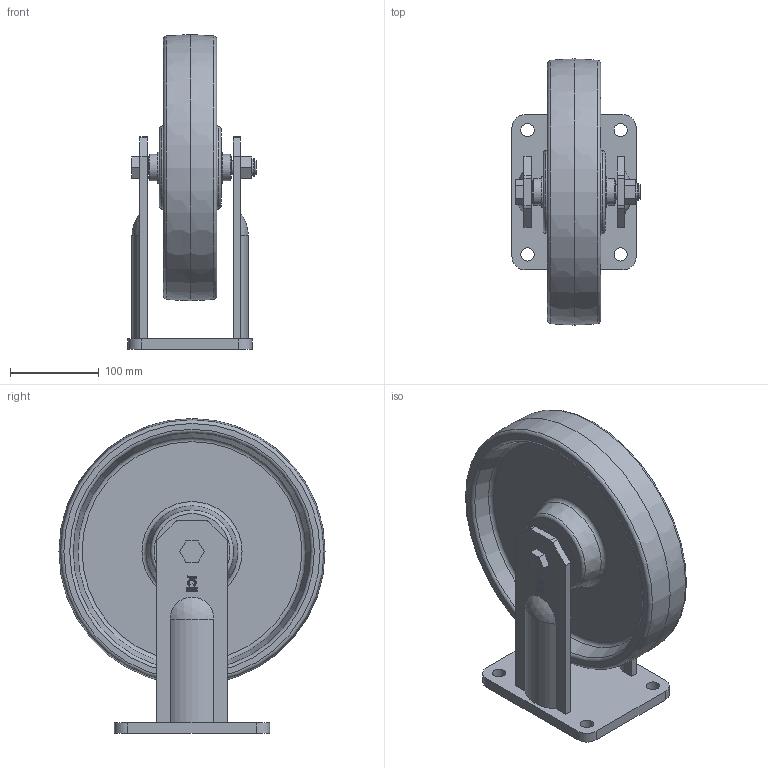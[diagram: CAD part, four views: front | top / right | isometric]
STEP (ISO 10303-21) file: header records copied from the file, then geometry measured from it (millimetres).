
FILE_DESCRIPTION(/* description */ (''),/* implementation_level */ '2;1');
FILE_NAME(/* name */ '0015384K_BPS_PO_300_K',/* time_stamp */ '2011-03-04T11:28:42+01:00',/* author */ (''),/* organization */ (''),/* preprocessor_version */ 'ST-DEVELOPER v9',/* originating_system */ 'UGS - NX 4.0',/* authorisation */ '');
FILE_SCHEMA (('CONFIG_CONTROL_DESIGN'));
Length unit declared in the file: millimetre
Products named in the file (1): 0015384K_BPS_PO_300_K
Bounding box: 144.3 x 300 x 355 mm (x, y, z)
Volume: 2709537 mm3; surface area: 396011.6 mm2
Topology: 1 solids, 6 shells, 619 faces, 1617 edges, 1077 vertices
Faces by surface type: plane 329, extrusion 202, cylinder 60, torus 18, sphere 4, cone 4, bspline 2
Full cylindrical faces by diameter (mm): 15 x4, 16 x3, 16.5 x2, 20 x1, 25 x3, 25.2 x2, 30 x2, 35 x2, 37.062 x4, 49.938 x4, 54 x1, 62 x2
Entity records: 20902 total; most frequent: CARTESIAN_POINT 7346, ORIENTED_EDGE 3084, DIRECTION 1922, EDGE_CURVE 1542, VERTEX_POINT 1054, B_SPLINE_CURVE_WITH_KNOTS 1004, VECTOR 794, EDGE_LOOP 758
